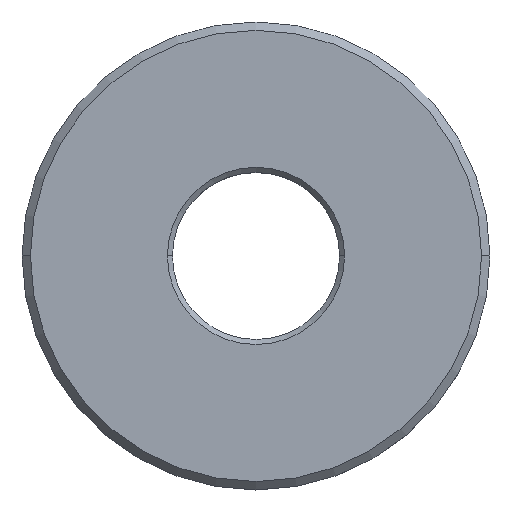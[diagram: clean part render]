
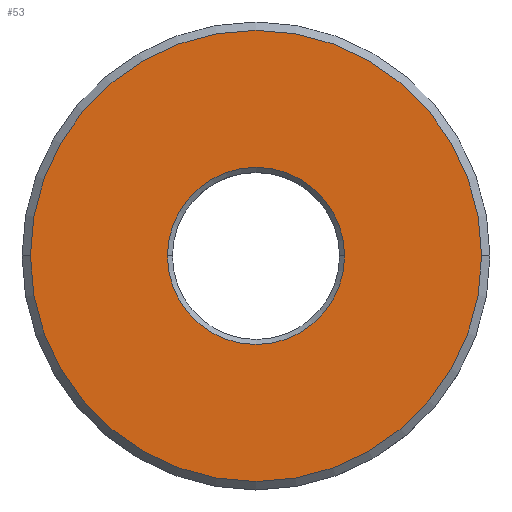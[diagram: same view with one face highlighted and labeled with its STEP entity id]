
A CAD part, top view. The second image highlights one B-rep face of the part: STEP entity #53.
In plain terms, the highlighted planar face has unit normal (0, 0, 1).
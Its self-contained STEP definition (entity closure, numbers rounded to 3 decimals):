
#53 = ADVANCED_FACE ( 'NONE', ( #294, #289 ), #333, .T. ) ;
#54 = EDGE_LOOP ( 'NONE', ( #55, #57 ) ) ;
#55 = ORIENTED_EDGE ( 'NONE', *, *, #56, .T. ) ;
#56 = EDGE_CURVE ( 'NONE', #149, #148, #328, .T. ) ;
#57 = ORIENTED_EDGE ( 'NONE', *, *, #147, .T. ) ;
#58 = EDGE_LOOP ( 'NONE', ( #59, #60 ) ) ;
#59 = ORIENTED_EDGE ( 'NONE', *, *, #282, .T. ) ;
#60 = ORIENTED_EDGE ( 'NONE', *, *, #61, .T. ) ;
#61 = EDGE_CURVE ( 'NONE', #225, #283, #323, .T. ) ;
#147 = EDGE_CURVE ( 'NONE', #148, #149, #520, .T. ) ;
#148 = VERTEX_POINT ( 'NONE', #516 ) ;
#149 = VERTEX_POINT ( 'NONE', #515 ) ;
#170 = DIRECTION ( 'NONE',  ( 1., 0., 0. ) ) ;
#225 = VERTEX_POINT ( 'NONE', #406 ) ;
#282 = EDGE_CURVE ( 'NONE', #283, #225, #419, .T. ) ;
#283 = VERTEX_POINT ( 'NONE', #415 ) ;
#289 = FACE_BOUND ( 'NONE', #58, .T. ) ;
#294 = FACE_OUTER_BOUND ( 'NONE', #54, .T. ) ;
#320 = DIRECTION ( 'NONE',  ( 0., 0., -1. ) ) ;
#321 = CARTESIAN_POINT ( 'NONE',  ( 0., 0., 0. ) ) ;
#322 = AXIS2_PLACEMENT_3D ( 'NONE', #321, #320, #170 ) ;
#323 = CIRCLE ( 'NONE', #322, 5.3 ) ;
#324 = DIRECTION ( 'NONE',  ( 1., 0., 0. ) ) ;
#325 = DIRECTION ( 'NONE',  ( 0., 0., 1. ) ) ;
#326 = CARTESIAN_POINT ( 'NONE',  ( 0., 0., 0. ) ) ;
#327 = AXIS2_PLACEMENT_3D ( 'NONE', #326, #325, #324 ) ;
#328 = CIRCLE ( 'NONE', #327, 13.5 ) ;
#329 = DIRECTION ( 'NONE',  ( 1., 0., 0. ) ) ;
#330 = DIRECTION ( 'NONE',  ( 0., 0., 1. ) ) ;
#331 = CARTESIAN_POINT ( 'NONE',  ( 0., 0., 0. ) ) ;
#332 = AXIS2_PLACEMENT_3D ( 'NONE', #331, #330, #329 ) ;
#333 = PLANE ( 'NONE',  #332 ) ;
#398 = CARTESIAN_POINT ( 'NONE',  ( 0., 0., 0. ) ) ;
#406 = CARTESIAN_POINT ( 'NONE',  ( -5.3, 0., 0. ) ) ;
#415 = CARTESIAN_POINT ( 'NONE',  ( 5.3, 0., 0. ) ) ;
#416 = DIRECTION ( 'NONE',  ( 1., 0., 0. ) ) ;
#417 = DIRECTION ( 'NONE',  ( 0., 0., -1. ) ) ;
#418 = AXIS2_PLACEMENT_3D ( 'NONE', #398, #417, #416 ) ;
#419 = CIRCLE ( 'NONE', #418, 5.3 ) ;
#515 = CARTESIAN_POINT ( 'NONE',  ( -13.5, 0., 0. ) ) ;
#516 = CARTESIAN_POINT ( 'NONE',  ( 13.5, 0., 0. ) ) ;
#517 = DIRECTION ( 'NONE',  ( 1., 0., 0. ) ) ;
#518 = DIRECTION ( 'NONE',  ( 0., 0., 1. ) ) ;
#519 = AXIS2_PLACEMENT_3D ( 'NONE', #524, #518, #517 ) ;
#520 = CIRCLE ( 'NONE', #519, 13.5 ) ;
#524 = CARTESIAN_POINT ( 'NONE',  ( 0., 0., 0. ) ) ;
